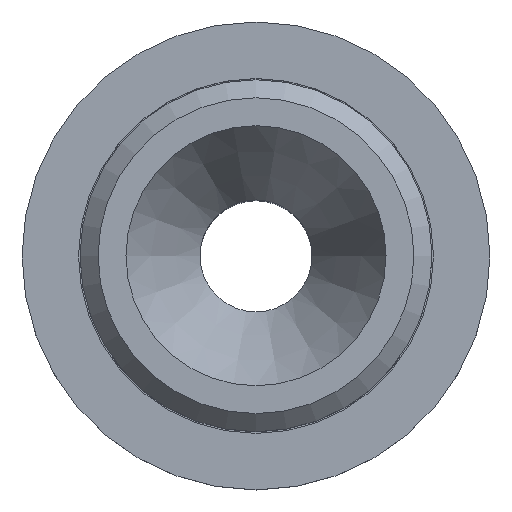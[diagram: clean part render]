
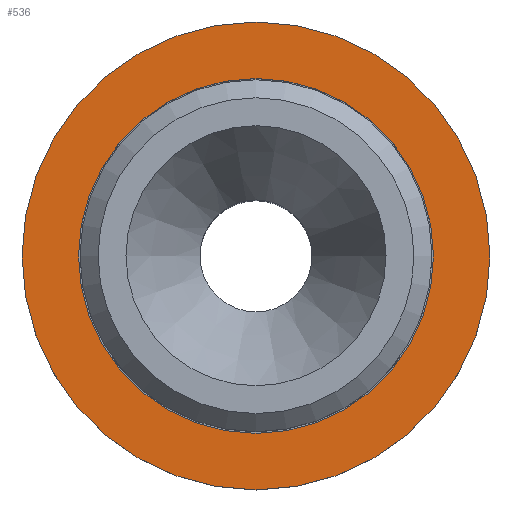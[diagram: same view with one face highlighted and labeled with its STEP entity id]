
A CAD part, top view. The second image highlights one B-rep face of the part: STEP entity #536.
In plain terms, the highlighted planar face has unit normal (0, 0, 1).
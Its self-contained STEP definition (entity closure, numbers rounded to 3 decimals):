
#63=CIRCLE('',#600,8.4);
#64=CIRCLE('',#601,11.075);
#117=ORIENTED_EDGE('',*,*,#243,.T.);
#118=ORIENTED_EDGE('',*,*,#244,.F.);
#243=EDGE_CURVE('',#303,#303,#63,.T.);
#244=EDGE_CURVE('',#304,#304,#64,.T.);
#303=VERTEX_POINT('',#884);
#304=VERTEX_POINT('',#886);
#382=EDGE_LOOP('',(#117));
#383=EDGE_LOOP('',(#118));
#450=FACE_BOUND('',#382,.T.);
#451=FACE_BOUND('',#383,.T.);
#516=PLANE('',#599);
#536=ADVANCED_FACE('',(#450,#451),#516,.T.);
#599=AXIS2_PLACEMENT_3D('',#882,#706,#707);
#600=AXIS2_PLACEMENT_3D('',#883,#708,#709);
#601=AXIS2_PLACEMENT_3D('',#885,#710,#711);
#706=DIRECTION('',(0.,0.,1.));
#707=DIRECTION('',(1.,0.,0.));
#708=DIRECTION('',(0.,0.,-1.));
#709=DIRECTION('',(-1.,0.,0.));
#710=DIRECTION('',(0.,0.,-1.));
#711=DIRECTION('',(-1.,0.,0.));
#882=CARTESIAN_POINT('',(0.,11.075,-6.8));
#883=CARTESIAN_POINT('',(0.,0.,-6.8));
#884=CARTESIAN_POINT('',(-8.4,0.,-6.8));
#885=CARTESIAN_POINT('',(0.,0.,-6.8));
#886=CARTESIAN_POINT('',(-11.075,0.,-6.8));
